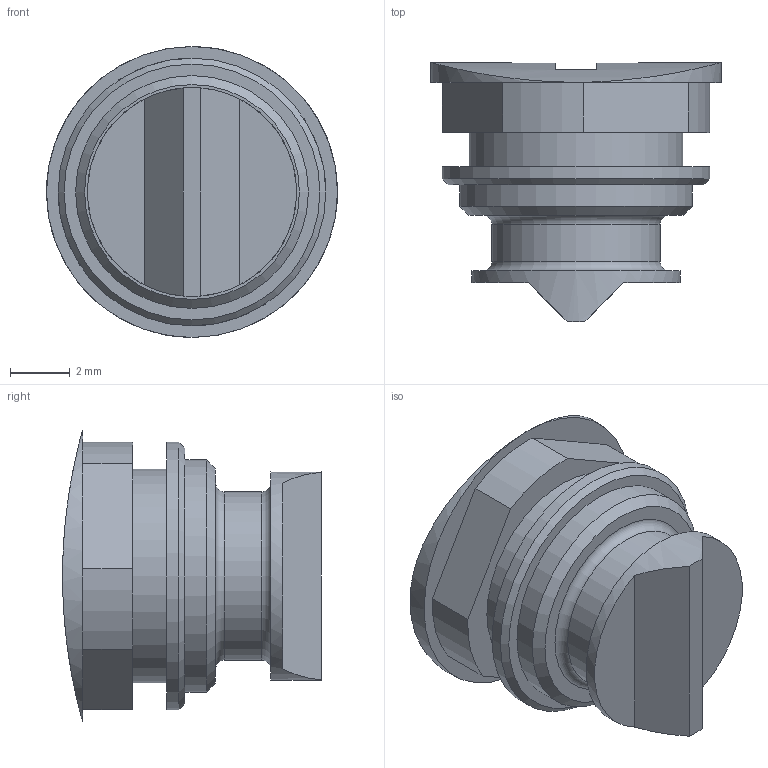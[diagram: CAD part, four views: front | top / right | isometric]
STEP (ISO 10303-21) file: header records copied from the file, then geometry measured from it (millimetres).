
FILE_DESCRIPTION(/* description */ ('STEP AP214'),/* implementation_level */ '2;1');
FILE_NAME(/* name */ '562243_QSPC10',/* time_stamp */ '2024-09-14T14:23:38+02:00',/* author */ ('License CC BY-ND 4.0'),/* organization */ ('CADENAS'),/* preprocessor_version */ 'ST-DEVELOPER v19.3',/* originating_system */ 'PARTsolutions',/* authorisation */ ' ');
FILE_SCHEMA (('AUTOMOTIVE_DESIGN {1 0 10303 214 3 1 1}'));
Length unit declared in the file: millimetre
Products named in the file (1): 562243 QSPC10
Bounding box: 9.75 x 8.67 x 9.75 mm (x, y, z)
Volume: 315.9 mm3; surface area: 440.7 mm2
Topology: 1 solids, 1 shells, 36 faces, 75 edges, 48 vertices
Faces by surface type: plane 20, cylinder 12, cone 2, torus 2
Full cylindrical faces by diameter (mm): 5.65 x1, 7 x1, 7.15 x1, 7.8 x1, 8.97 x1
Entity records: 952 total; most frequent: DIRECTION 170, CARTESIAN_POINT 165, ORIENTED_EDGE 130, AXIS2_PLACEMENT_3D 70, EDGE_CURVE 65, EDGE_LOOP 52, FACE_BOUND 52, VERTEX_POINT 47
